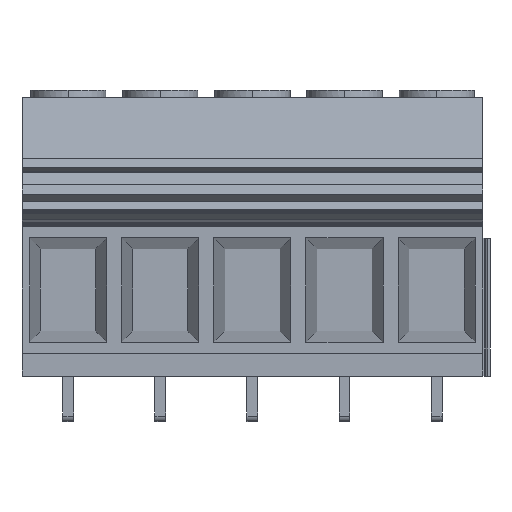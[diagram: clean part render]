
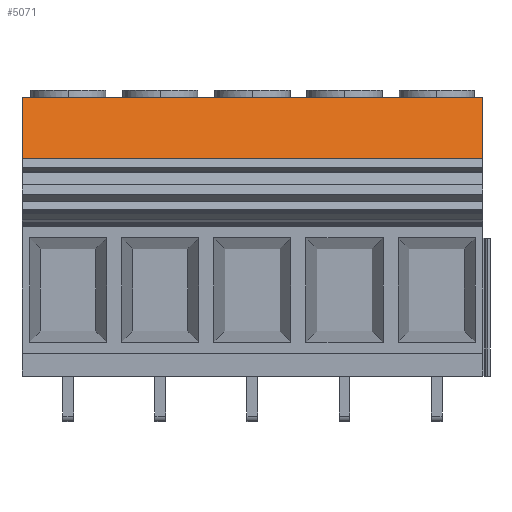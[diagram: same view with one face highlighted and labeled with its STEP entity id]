
A CAD part, front view. The second image highlights one B-rep face of the part: STEP entity #5071.
In plain terms, the highlighted planar face has unit normal (0, -0.966, 0.259).
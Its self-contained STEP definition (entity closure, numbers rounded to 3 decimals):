
#5058=AXIS2_PLACEMENT_3D('Plane Axis2P3D',#5055,#5056,#5057) ;
#2073=CARTESIAN_POINT('Vertex',(0.,6.947,28.966)) ;
#2076=CARTESIAN_POINT('Line Origine',(0.,7.853,32.346)) ;
#2080=CARTESIAN_POINT('Vertex',(0.,8.758,35.725)) ;
#2899=CARTESIAN_POINT('Vertex',(50.8,8.758,35.725)) ;
#2902=CARTESIAN_POINT('Line Origine',(50.8,7.853,32.346)) ;
#2906=CARTESIAN_POINT('Vertex',(50.8,6.947,28.966)) ;
#5043=CARTESIAN_POINT('Line Origine',(25.4,6.947,28.966)) ;
#5055=CARTESIAN_POINT('Axis2P3D Location',(0.,8.758,35.725)) ;
#5060=CARTESIAN_POINT('Line Origine',(25.4,8.758,35.725)) ;
#2077=DIRECTION('Vector Direction',(0.,-0.259,-0.966)) ;
#2903=DIRECTION('Vector Direction',(0.,-0.259,-0.966)) ;
#5044=DIRECTION('Vector Direction',(1.,0.,0.)) ;
#5056=DIRECTION('Axis2P3D Direction',(0.,-0.966,0.259)) ;
#5057=DIRECTION('Axis2P3D XDirection',(0.,-0.259,-0.966)) ;
#5061=DIRECTION('Vector Direction',(1.,0.,0.)) ;
#2078=VECTOR('Line Direction',#2077,1.) ;
#2904=VECTOR('Line Direction',#2903,1.) ;
#5045=VECTOR('Line Direction',#5044,1.) ;
#5062=VECTOR('Line Direction',#5061,1.) ;
#5066=ORIENTED_EDGE('',*,*,#2908,.T.) ;
#5067=ORIENTED_EDGE('',*,*,#5064,.F.) ;
#5068=ORIENTED_EDGE('',*,*,#2082,.F.) ;
#5069=ORIENTED_EDGE('',*,*,#5047,.T.) ;
#5071=ADVANCED_FACE('_LUP 10.16/05/90V 5.0SN BK BX 2013880000',(#5070),#5059,.T.) ;
#2082=EDGE_CURVE('',#2074,#2081,#2079,.F.) ;
#2908=EDGE_CURVE('',#2907,#2900,#2905,.F.) ;
#5047=EDGE_CURVE('',#2074,#2907,#5046,.T.) ;
#5064=EDGE_CURVE('',#2081,#2900,#5063,.T.) ;
#5065=EDGE_LOOP('',(#5066,#5067,#5068,#5069)) ;
#5070=FACE_OUTER_BOUND('',#5065,.T.) ;
#2079=LINE('Line',#2076,#2078) ;
#2905=LINE('Line',#2902,#2904) ;
#5046=LINE('Line',#5043,#5045) ;
#5063=LINE('Line',#5060,#5062) ;
#5059=PLANE('',#5058) ;
#2074=VERTEX_POINT('',#2073) ;
#2081=VERTEX_POINT('',#2080) ;
#2900=VERTEX_POINT('',#2899) ;
#2907=VERTEX_POINT('',#2906) ;
